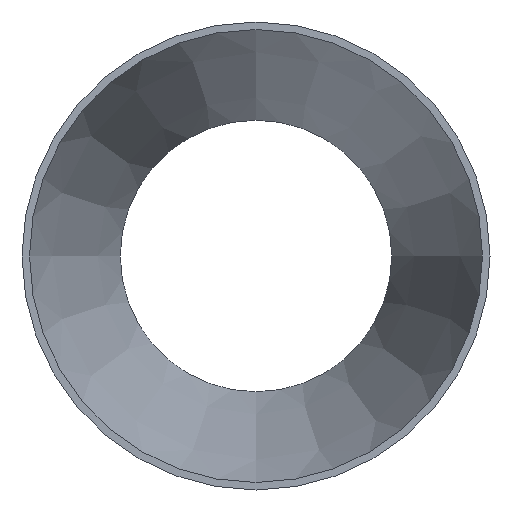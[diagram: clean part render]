
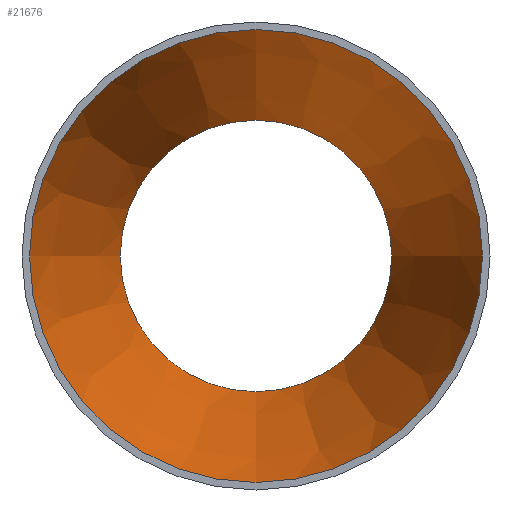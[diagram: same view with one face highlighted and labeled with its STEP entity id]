
A CAD part, front view. The second image highlights one B-rep face of the part: STEP entity #21676.
In plain terms, the highlighted conical face has half-angle 15.69 degrees and reference radius 124.845 mm.
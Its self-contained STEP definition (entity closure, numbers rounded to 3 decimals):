
#973 = CARTESIAN_POINT ( 'NONE',  ( 0., 0., -124.845 ) ) ;
#1280 = EDGE_LOOP ( 'NONE', ( #16689 ) ) ;
#10909 = AXIS2_PLACEMENT_3D ( 'NONE', #13560, #19126, #29721 ) ;
#11458 = CONICAL_SURFACE ( 'NONE', #16061, 124.845, 0.274 ) ;
#11666 = FACE_BOUND ( 'NONE', #1280, .T. ) ;
#12896 = EDGE_CURVE ( 'NONE', #25493, #25493, #21780, .T. ) ;
#13560 = CARTESIAN_POINT ( 'NONE',  ( 0., 178., 0. ) ) ;
#14995 = ORIENTED_EDGE ( 'NONE', *, *, #18037, .T. ) ;
#16061 = AXIS2_PLACEMENT_3D ( 'NONE', #33528, #31388, #28563 ) ;
#16583 = VERTEX_POINT ( 'NONE', #973 ) ;
#16689 = ORIENTED_EDGE ( 'NONE', *, *, #12896, .F. ) ;
#16987 = DIRECTION ( 'NONE',  ( 0., -1., 0. ) ) ;
#17229 = FACE_OUTER_BOUND ( 'NONE', #29768, .T. ) ;
#17517 = DIRECTION ( 'NONE',  ( 0., 0., -1. ) ) ;
#18037 = EDGE_CURVE ( 'NONE', #16583, #16583, #21863, .T. ) ;
#19126 = DIRECTION ( 'NONE',  ( 0., -1., 0. ) ) ;
#20036 = CARTESIAN_POINT ( 'NONE',  ( 0., 0., 0. ) ) ;
#21676 = ADVANCED_FACE ( 'NONE', ( #11666, #17229 ), #11458, .F. ) ;
#21780 = CIRCLE ( 'NONE', #10909, 74.845 ) ;
#21863 = CIRCLE ( 'NONE', #33868, 124.845 ) ;
#25493 = VERTEX_POINT ( 'NONE', #30232 ) ;
#28563 = DIRECTION ( 'NONE',  ( 0., 0., -1. ) ) ;
#29721 = DIRECTION ( 'NONE',  ( 0., 0., -1. ) ) ;
#29768 = EDGE_LOOP ( 'NONE', ( #14995 ) ) ;
#30232 = CARTESIAN_POINT ( 'NONE',  ( 0., 178., -74.845 ) ) ;
#31388 = DIRECTION ( 'NONE',  ( 0., -1., 0. ) ) ;
#33528 = CARTESIAN_POINT ( 'NONE',  ( 0., 0., 0. ) ) ;
#33868 = AXIS2_PLACEMENT_3D ( 'NONE', #20036, #16987, #17517 ) ;
